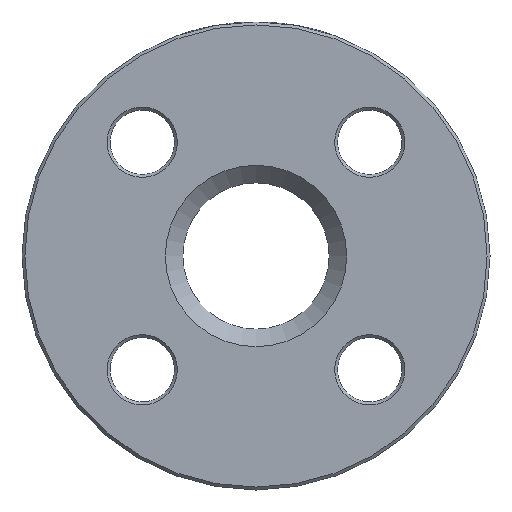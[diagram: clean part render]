
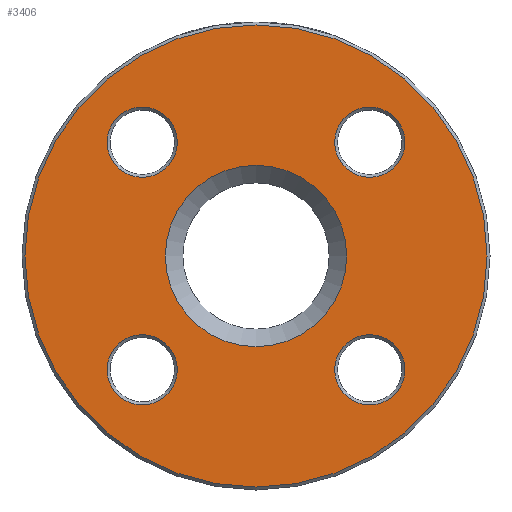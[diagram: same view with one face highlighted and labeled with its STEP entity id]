
A CAD part, left-side view. The second image highlights one B-rep face of the part: STEP entity #3406.
In plain terms, the highlighted planar face has unit normal (-1, 0, 0).
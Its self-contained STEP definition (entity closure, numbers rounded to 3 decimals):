
#7 = EDGE_CURVE ( 'NONE', #3421, #3421, #2979, .T. ) ;
#92 = CARTESIAN_POINT ( 'NONE',  ( 0., 0., 0. ) ) ;
#230 = AXIS2_PLACEMENT_3D ( 'NONE', #1998, #3443, #255 ) ;
#236 = CARTESIAN_POINT ( 'NONE',  ( 0., -19.445, 13.445 ) ) ;
#255 = DIRECTION ( 'NONE',  ( 0., 0., -1. ) ) ;
#271 = DIRECTION ( 'NONE',  ( 1., 0., 0. ) ) ;
#305 = FACE_BOUND ( 'NONE', #1365, .T. ) ;
#313 = ORIENTED_EDGE ( 'NONE', *, *, #3434, .T. ) ;
#322 = CARTESIAN_POINT ( 'NONE',  ( 0., 19.445, 13.445 ) ) ;
#457 = EDGE_CURVE ( 'NONE', #2837, #2837, #2987, .T. ) ;
#565 = DIRECTION ( 'NONE',  ( 1., 0., 0. ) ) ;
#590 = AXIS2_PLACEMENT_3D ( 'NONE', #1620, #895, #3555 ) ;
#662 = EDGE_LOOP ( 'NONE', ( #1946 ) ) ;
#835 = FACE_OUTER_BOUND ( 'NONE', #1010, .T. ) ;
#854 = FACE_BOUND ( 'NONE', #2025, .T. ) ;
#875 = EDGE_CURVE ( 'NONE', #3441, #3441, #2982, .T. ) ;
#895 = DIRECTION ( 'NONE',  ( 1., 0., 0. ) ) ;
#916 = EDGE_LOOP ( 'NONE', ( #969 ) ) ;
#969 = ORIENTED_EDGE ( 'NONE', *, *, #3251, .T. ) ;
#1010 = EDGE_LOOP ( 'NONE', ( #1497 ) ) ;
#1190 = PLANE ( 'NONE',  #230 ) ;
#1205 = CIRCLE ( 'NONE', #1702, 39.5 ) ;
#1365 = EDGE_LOOP ( 'NONE', ( #2359 ) ) ;
#1461 = DIRECTION ( 'NONE',  ( 0., 0., -1. ) ) ;
#1497 = ORIENTED_EDGE ( 'NONE', *, *, #3133, .T. ) ;
#1515 = ORIENTED_EDGE ( 'NONE', *, *, #457, .T. ) ;
#1620 = CARTESIAN_POINT ( 'NONE',  ( 0., 19.445, -19.445 ) ) ;
#1638 = CIRCLE ( 'NONE', #3528, 6. ) ;
#1702 = AXIS2_PLACEMENT_3D ( 'NONE', #3188, #2854, #1461 ) ;
#1736 = DIRECTION ( 'NONE',  ( 0., 0., -1. ) ) ;
#1745 = CARTESIAN_POINT ( 'NONE',  ( 0., 0., -39.5 ) ) ;
#1946 = ORIENTED_EDGE ( 'NONE', *, *, #875, .T. ) ;
#1968 = CARTESIAN_POINT ( 'NONE',  ( 0., -19.445, -19.445 ) ) ;
#1998 = CARTESIAN_POINT ( 'NONE',  ( 0., 12.5, 0. ) ) ;
#2025 = EDGE_LOOP ( 'NONE', ( #313 ) ) ;
#2076 = AXIS2_PLACEMENT_3D ( 'NONE', #2239, #3415, #2539 ) ;
#2239 = CARTESIAN_POINT ( 'NONE',  ( 0., -19.445, 19.445 ) ) ;
#2359 = ORIENTED_EDGE ( 'NONE', *, *, #7, .T. ) ;
#2364 = VERTEX_POINT ( 'NONE', #3156 ) ;
#2384 = DIRECTION ( 'NONE',  ( 1., 0., 0. ) ) ;
#2539 = DIRECTION ( 'NONE',  ( 0., 0., -1. ) ) ;
#2636 = FACE_BOUND ( 'NONE', #916, .T. ) ;
#2837 = VERTEX_POINT ( 'NONE', #236 ) ;
#2854 = DIRECTION ( 'NONE',  ( -1., 0., 0. ) ) ;
#2875 = FACE_BOUND ( 'NONE', #3674, .T. ) ;
#2922 = FACE_BOUND ( 'NONE', #662, .T. ) ;
#2979 = CIRCLE ( 'NONE', #3483, 6. ) ;
#2982 = CIRCLE ( 'NONE', #3487, 15.5 ) ;
#2987 = CIRCLE ( 'NONE', #2076, 6. ) ;
#3033 = CIRCLE ( 'NONE', #590, 6. ) ;
#3133 = EDGE_CURVE ( 'NONE', #3751, #3751, #1205, .T. ) ;
#3140 = DIRECTION ( 'NONE',  ( 0., 0., -1. ) ) ;
#3156 = CARTESIAN_POINT ( 'NONE',  ( 0., 19.445, -25.445 ) ) ;
#3188 = CARTESIAN_POINT ( 'NONE',  ( 0., 0., 0. ) ) ;
#3251 = EDGE_CURVE ( 'NONE', #3770, #3770, #1638, .T. ) ;
#3264 = DIRECTION ( 'NONE',  ( 0., 0., -1. ) ) ;
#3406 = ADVANCED_FACE ( 'NONE', ( #2922, #835, #2875, #305, #854, #2636 ), #1190, .F. ) ;
#3415 = DIRECTION ( 'NONE',  ( 1., 0., 0. ) ) ;
#3421 = VERTEX_POINT ( 'NONE', #3736 ) ;
#3434 = EDGE_CURVE ( 'NONE', #2364, #2364, #3033, .T. ) ;
#3441 = VERTEX_POINT ( 'NONE', #3457 ) ;
#3443 = DIRECTION ( 'NONE',  ( 1., 0., 0. ) ) ;
#3457 = CARTESIAN_POINT ( 'NONE',  ( 0., 0., -15.5 ) ) ;
#3483 = AXIS2_PLACEMENT_3D ( 'NONE', #1968, #565, #1736 ) ;
#3487 = AXIS2_PLACEMENT_3D ( 'NONE', #92, #2384, #3264 ) ;
#3528 = AXIS2_PLACEMENT_3D ( 'NONE', #3621, #271, #3140 ) ;
#3555 = DIRECTION ( 'NONE',  ( 0., 0., -1. ) ) ;
#3621 = CARTESIAN_POINT ( 'NONE',  ( 0., 19.445, 19.445 ) ) ;
#3674 = EDGE_LOOP ( 'NONE', ( #1515 ) ) ;
#3736 = CARTESIAN_POINT ( 'NONE',  ( 0., -19.445, -25.445 ) ) ;
#3751 = VERTEX_POINT ( 'NONE', #1745 ) ;
#3770 = VERTEX_POINT ( 'NONE', #322 ) ;
